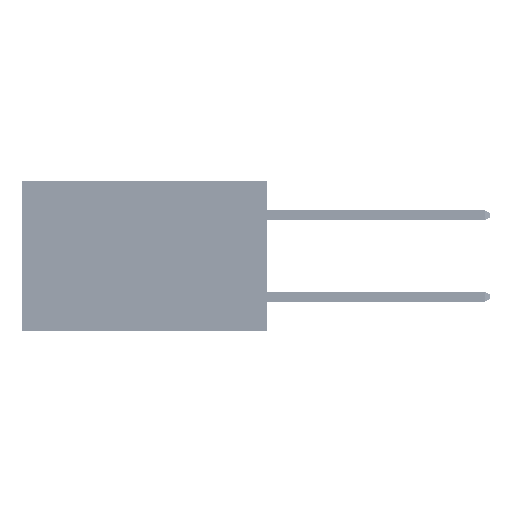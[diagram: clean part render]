
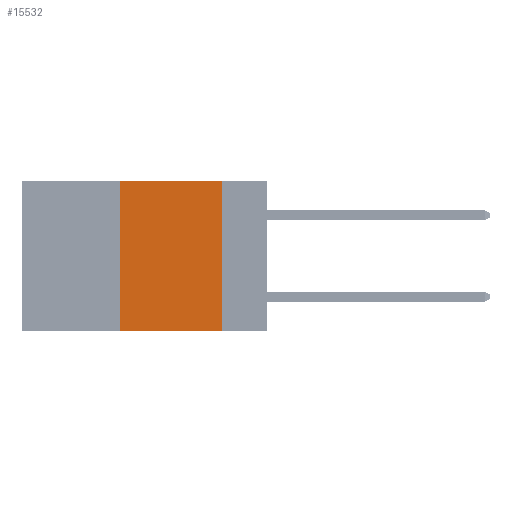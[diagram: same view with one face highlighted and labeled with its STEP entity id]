
A CAD part, left-side view. The second image highlights one B-rep face of the part: STEP entity #15532.
In plain terms, the highlighted planar face has unit normal (-1, 0, 0).
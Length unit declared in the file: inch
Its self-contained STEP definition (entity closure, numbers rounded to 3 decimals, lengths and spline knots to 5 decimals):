
#654 = DIRECTION ( 'NONE',  ( 0., 0., -1. ) ) ;
#2496 = PLANE ( 'NONE',  #31847 ) ;
#4971 = LINE ( 'NONE', #7235, #20737 ) ;
#7235 = CARTESIAN_POINT ( 'NONE',  ( 0., 0.6, -0.37 ) ) ;
#8040 = LINE ( 'NONE', #14499, #46738 ) ;
#8400 = CARTESIAN_POINT ( 'NONE',  ( 0., 0.36, -0.37 ) ) ;
#13070 = VERTEX_POINT ( 'NONE', #23952 ) ;
#14499 = CARTESIAN_POINT ( 'NONE',  ( 0., 0.36, 0. ) ) ;
#15532 = ADVANCED_FACE ( 'NONE', ( #27920 ), #2496, .F. ) ;
#17726 = LINE ( 'NONE', #24138, #31009 ) ;
#18427 = DIRECTION ( 'NONE',  ( 0., 0., 1. ) ) ;
#19629 = EDGE_LOOP ( 'NONE', ( #45792, #49898, #26518, #44586 ) ) ;
#19795 = EDGE_CURVE ( 'NONE', #32340, #13070, #17726, .T. ) ;
#20737 = VECTOR ( 'NONE', #45481, 39.37008 ) ;
#22452 = VERTEX_POINT ( 'NONE', #8400 ) ;
#23952 = CARTESIAN_POINT ( 'NONE',  ( 0., 0.11, -0.37 ) ) ;
#23989 = CARTESIAN_POINT ( 'NONE',  ( 0., 0.11, 0. ) ) ;
#24138 = CARTESIAN_POINT ( 'NONE',  ( 0., 0.11, 0. ) ) ;
#26355 = DIRECTION ( 'NONE',  ( 1., 0., 0. ) ) ;
#26518 = ORIENTED_EDGE ( 'NONE', *, *, #38319, .F. ) ;
#27920 = FACE_OUTER_BOUND ( 'NONE', #19629, .T. ) ;
#29562 = CARTESIAN_POINT ( 'NONE',  ( 0., 0.6, 0. ) ) ;
#30525 = DIRECTION ( 'NONE',  ( 0., -1., 0. ) ) ;
#31009 = VECTOR ( 'NONE', #654, 39.37008 ) ;
#31471 = LINE ( 'NONE', #38614, #47810 ) ;
#31847 = AXIS2_PLACEMENT_3D ( 'NONE', #29562, #26355, #45426 ) ;
#32340 = VERTEX_POINT ( 'NONE', #23989 ) ;
#38319 = EDGE_CURVE ( 'NONE', #22452, #49405, #8040, .T. ) ;
#38614 = CARTESIAN_POINT ( 'NONE',  ( 0., 0.6, 0. ) ) ;
#39725 = EDGE_CURVE ( 'NONE', #49405, #32340, #31471, .T. ) ;
#40196 = CARTESIAN_POINT ( 'NONE',  ( 0., 0.36, 0. ) ) ;
#42435 = EDGE_CURVE ( 'NONE', #22452, #13070, #4971, .T. ) ;
#44586 = ORIENTED_EDGE ( 'NONE', *, *, #42435, .T. ) ;
#45426 = DIRECTION ( 'NONE',  ( 0., 0., -1. ) ) ;
#45481 = DIRECTION ( 'NONE',  ( 0., -1., 0. ) ) ;
#45792 = ORIENTED_EDGE ( 'NONE', *, *, #19795, .F. ) ;
#46738 = VECTOR ( 'NONE', #18427, 39.37008 ) ;
#47810 = VECTOR ( 'NONE', #30525, 39.37008 ) ;
#49405 = VERTEX_POINT ( 'NONE', #40196 ) ;
#49898 = ORIENTED_EDGE ( 'NONE', *, *, #39725, .F. ) ;
